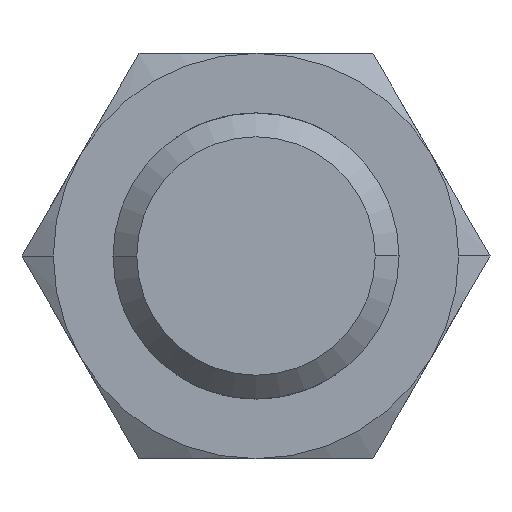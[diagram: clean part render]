
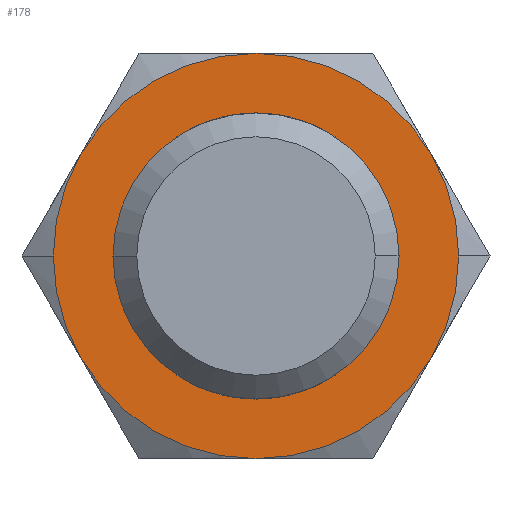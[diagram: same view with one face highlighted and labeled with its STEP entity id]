
A CAD part, front view. The second image highlights one B-rep face of the part: STEP entity #178.
In plain terms, the highlighted planar face has unit normal (0, -1, 0).
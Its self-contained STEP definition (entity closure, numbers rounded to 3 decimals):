
#178=ADVANCED_FACE('',(#299,#300),#301,.T.);
#299=FACE_OUTER_BOUND('',#427,.T.);
#300=FACE_BOUND('',#428,.T.);
#301=PLANE('',#429);
#427=EDGE_LOOP('',(#821,#822,#823,#824,#825,#826,#827,#828));
#428=EDGE_LOOP('',(#829,#830));
#429=AXIS2_PLACEMENT_3D('',#831,#832,#833);
#821=ORIENTED_EDGE('',*,*,#991,.F.);
#822=ORIENTED_EDGE('',*,*,#977,.F.);
#823=ORIENTED_EDGE('',*,*,#980,.F.);
#824=ORIENTED_EDGE('',*,*,#982,.F.);
#825=ORIENTED_EDGE('',*,*,#975,.F.);
#826=ORIENTED_EDGE('',*,*,#986,.F.);
#827=ORIENTED_EDGE('',*,*,#989,.F.);
#828=ORIENTED_EDGE('',*,*,#971,.F.);
#829=ORIENTED_EDGE('',*,*,#1011,.T.);
#830=ORIENTED_EDGE('',*,*,#955,.T.);
#831=CARTESIAN_POINT('',(7.25,-21.9,0.0));
#832=DIRECTION('',(0.0,-1.0,0.0));
#833=DIRECTION('',(-1.0,0.0,0.0));
#955=EDGE_CURVE('',#1125,#1122,#1126,.T.);
#971=EDGE_CURVE('',#1152,#1155,#1156,.T.);
#975=EDGE_CURVE('',#1161,#1159,#1163,.T.);
#977=EDGE_CURVE('',#1165,#1167,#1168,.T.);
#980=EDGE_CURVE('',#1171,#1165,#1173,.T.);
#982=EDGE_CURVE('',#1159,#1171,#1175,.T.);
#986=EDGE_CURVE('',#1179,#1161,#1181,.T.);
#989=EDGE_CURVE('',#1155,#1179,#1185,.T.);
#991=EDGE_CURVE('',#1167,#1152,#1187,.T.);
#1011=EDGE_CURVE('',#1122,#1125,#1215,.T.);
#1122=VERTEX_POINT('',#1354);
#1125=VERTEX_POINT('',#1358);
#1126=CIRCLE('',#1359,6.0);
#1152=VERTEX_POINT('',#1414);
#1155=VERTEX_POINT('',#1418);
#1156=CIRCLE('',#1419,8.5);
#1159=VERTEX_POINT('',#1433);
#1161=VERTEX_POINT('',#1436);
#1163=CIRCLE('',#1449,8.5);
#1165=VERTEX_POINT('',#1451);
#1167=VERTEX_POINT('',#1464);
#1168=CIRCLE('',#1465,8.5);
#1171=VERTEX_POINT('',#1479);
#1173=CIRCLE('',#1492,8.5);
#1175=CIRCLE('',#1505,8.5);
#1179=VERTEX_POINT('',#1531);
#1181=CIRCLE('',#1544,8.5);
#1185=CIRCLE('',#1570,8.5);
#1187=CIRCLE('',#1583,8.5);
#1215=CIRCLE('',#1721,6.0);
#1354=CARTESIAN_POINT('',(6.0,-21.9,0.0));
#1358=CARTESIAN_POINT('',(-6.0,-21.9,0.));
#1359=AXIS2_PLACEMENT_3D('',#1877,#1878,#1879);
#1414=CARTESIAN_POINT('',(8.5,-21.9,0.));
#1418=CARTESIAN_POINT('',(7.361,-21.9,-4.25));
#1419=AXIS2_PLACEMENT_3D('',#1903,#1904,#1905);
#1433=CARTESIAN_POINT('',(-8.5,-21.9,0.));
#1436=CARTESIAN_POINT('',(-7.361,-21.9,-4.25));
#1449=AXIS2_PLACEMENT_3D('',#1907,#1908,#1909);
#1451=CARTESIAN_POINT('',(0.,-21.9,8.5));
#1464=CARTESIAN_POINT('',(7.361,-21.9,4.25));
#1465=AXIS2_PLACEMENT_3D('',#1910,#1911,#1912);
#1479=CARTESIAN_POINT('',(-7.361,-21.9,4.25));
#1492=AXIS2_PLACEMENT_3D('',#1913,#1914,#1915);
#1505=AXIS2_PLACEMENT_3D('',#1916,#1917,#1918);
#1531=CARTESIAN_POINT('',(0.0,-21.9,-8.5));
#1544=AXIS2_PLACEMENT_3D('',#1919,#1920,#1921);
#1570=AXIS2_PLACEMENT_3D('',#1922,#1923,#1924);
#1583=AXIS2_PLACEMENT_3D('',#1925,#1926,#1927);
#1721=AXIS2_PLACEMENT_3D('',#1955,#1956,#1957);
#1877=CARTESIAN_POINT('',(0.0,-21.9,0.0));
#1878=DIRECTION('',(0.0,1.0,0.0));
#1879=DIRECTION('',(1.0,0.0,0.0));
#1903=CARTESIAN_POINT('',(0.0,-21.9,0.0));
#1904=DIRECTION('',(0.0,1.0,0.0));
#1905=DIRECTION('',(1.0,0.0,0.0));
#1907=CARTESIAN_POINT('',(0.0,-21.9,0.0));
#1908=DIRECTION('',(0.0,1.0,0.0));
#1909=DIRECTION('',(1.0,0.0,0.0));
#1910=CARTESIAN_POINT('',(0.0,-21.9,0.0));
#1911=DIRECTION('',(0.0,1.0,0.0));
#1912=DIRECTION('',(1.0,0.0,0.0));
#1913=CARTESIAN_POINT('',(0.0,-21.9,0.0));
#1914=DIRECTION('',(0.0,1.0,0.0));
#1915=DIRECTION('',(1.0,0.0,0.0));
#1916=CARTESIAN_POINT('',(0.0,-21.9,0.0));
#1917=DIRECTION('',(0.0,1.0,0.0));
#1918=DIRECTION('',(1.0,0.0,0.0));
#1919=CARTESIAN_POINT('',(0.0,-21.9,0.0));
#1920=DIRECTION('',(0.0,1.0,0.0));
#1921=DIRECTION('',(1.0,0.0,0.0));
#1922=CARTESIAN_POINT('',(0.0,-21.9,0.0));
#1923=DIRECTION('',(0.0,1.0,0.0));
#1924=DIRECTION('',(1.0,0.0,0.0));
#1925=CARTESIAN_POINT('',(0.0,-21.9,0.0));
#1926=DIRECTION('',(0.0,1.0,0.0));
#1927=DIRECTION('',(1.0,0.0,0.0));
#1955=CARTESIAN_POINT('',(0.0,-21.9,0.0));
#1956=DIRECTION('',(0.0,1.0,0.0));
#1957=DIRECTION('',(1.0,0.0,0.0));
